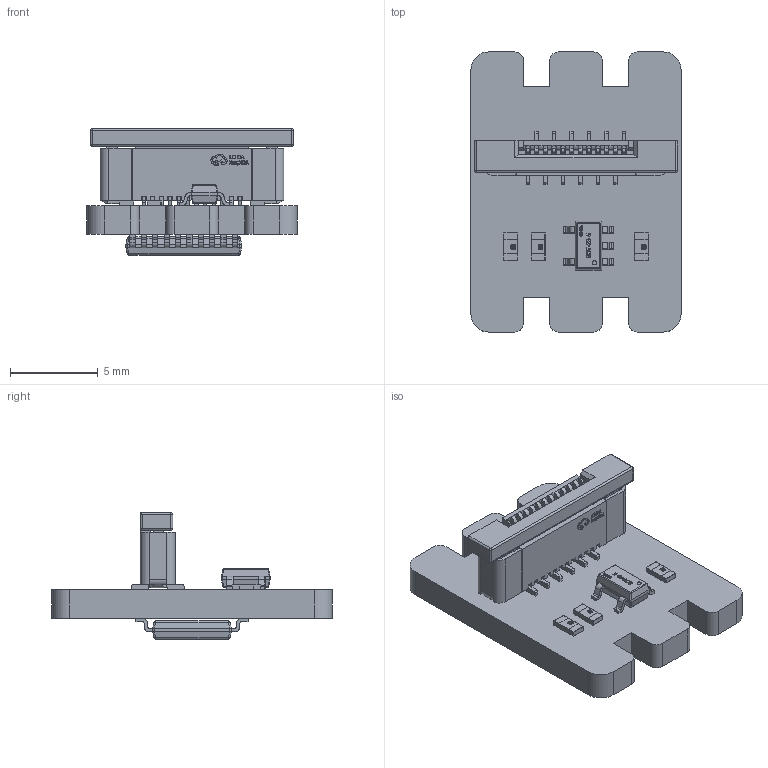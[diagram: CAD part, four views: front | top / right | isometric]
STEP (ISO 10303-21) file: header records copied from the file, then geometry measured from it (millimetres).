
FILE_DESCRIPTION(('Open CASCADE Model'),'2;1');
FILE_NAME('Open CASCADE Shape Model','2024-01-11T14:20:45',('Author'),( 'Open CASCADE'),'Open CASCADE STEP processor 7.5','Open CASCADE 7.5' ,'Unknown');
FILE_SCHEMA(('AUTOMOTIVE_DESIGN { 1 0 10303 214 1 1 1 1 }'));
Length unit declared in the file: millimetre
Products named in the file (80): PCB; Board; Open CASCADE STEP translator 7.5 1.1.1; C1; User Library-0603 SMD Capacitor; C2; C3; U2; SOT-23-5_L3.0-W1.7-P0.95-LS2.8-BR; COMPOUND; FPC1; CONN-SMD-12P_AFC11-S12ICA-00; U1; AS5311_RGB6710886
Assembly tree (81 placements, depth 4):
  PCB
    Board
      Open CASCADE STEP translator 7.5 1.1.1
    C1
      User Library-0603 SMD Capacitor
    C2
      User Library-0603 SMD Capacitor
    C3
      User Library-0603 SMD Capacitor
    U2
      SOT-23-5_L3.0-W1.7-P0.95-LS2.8-BR
        COMPOUND
        COMPOUND
        COMPOUND
        COMPOUND
        COMPOUND
        COMPOUND
        COMPOUND
        COMPOUND
        COMPOUND
        COMPOUND
        COMPOUND
        COMPOUND
        COMPOUND
        COMPOUND
        COMPOUND
        COMPOUND
        COMPOUND
        COMPOUND
        COMPOUND
    FPC1
      CONN-SMD-12P_AFC11-S12ICA-00
      CONN-SMD-12P_AFC11-S12ICA-00
      CONN-SMD-12P_AFC11-S12ICA-00
      CONN-SMD-12P_AFC11-S12ICA-00
      CONN-SMD-12P_AFC11-S12ICA-00
      CONN-SMD-12P_AFC11-S12ICA-00
      CONN-SMD-12P_AFC11-S12ICA-00
      CONN-SMD-12P_AFC11-S12ICA-00
      CONN-SMD-12P_AFC11-S12ICA-00
      CONN-SMD-12P_AFC11-S12ICA-00
      CONN-SMD-12P_AFC11-S12ICA-00
      CONN-SMD-12P_AFC11-S12ICA-00
      CONN-SMD-12P_AFC11-S12ICA-00
      CONN-SMD-12P_AFC11-S12ICA-00
      CONN-SMD-12P_AFC11-S12ICA-00
      CONN-SMD-12P_AFC11-S12ICA-00
      CONN-SMD-12P_AFC11-S12ICA-00
      CONN-SMD-12P_AFC11-S12ICA-00
      CONN-SMD-12P_AFC11-S12ICA-00
      CONN-SMD-12P_AFC11-S12ICA-00
      CONN-SMD-12P_AFC11-S12ICA-00
      CONN-SMD-12P_AFC11-S12ICA-00
      CONN-SMD-12P_AFC11-S12ICA-00
      CONN-SMD-12P_AFC11-S12ICA-00
      CONN-SMD-12P_AFC11-S12ICA-00
      CONN-SMD-12P_AFC11-S12ICA-00
      CONN-SMD-12P_AFC11-S12ICA-00
      CONN-SMD-12P_AFC11-S12ICA-00
      CONN-SMD-12P_AFC11-S12ICA-00
Bounding box: 12 x 16 x 7.22 mm (x, y, z)
Volume: 393.2 mm3; surface area: 1079.6 mm2
Topology: 73 solids, 73 shells, 2123 faces, 5568 edges, 3559 vertices
Faces by surface type: plane 1226, cylinder 425, bspline 374, sphere 58, torus 40
Full cylindrical faces by diameter (mm): 0.24 x1, 1 x1
Entity records: 70602 total; most frequent: CARTESIAN_POINT 20307, ORIENTED_EDGE 10194, DIRECTION 8816, EDGE_CURVE 5097, LINE 3666, VECTOR 3666, VERTEX_POINT 3306, AXIS2_PLACEMENT_3D 2575
